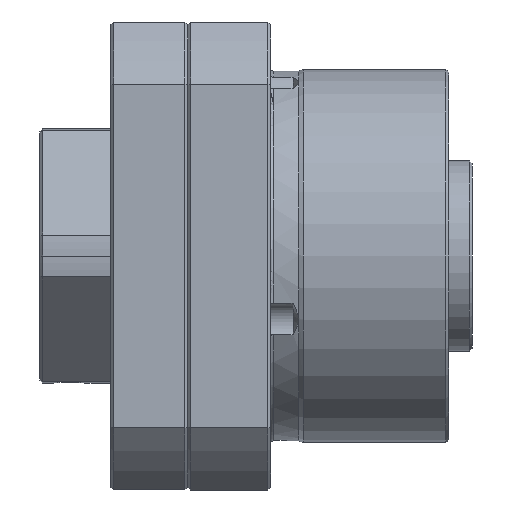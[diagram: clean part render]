
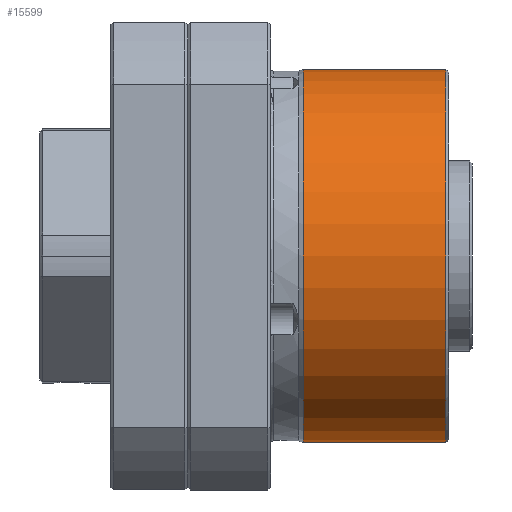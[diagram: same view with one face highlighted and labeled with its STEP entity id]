
A CAD part, front view. The second image highlights one B-rep face of the part: STEP entity #15599.
In plain terms, the highlighted cylindrical face has radius 31.5 mm (diameter 63 mm), a partial arc.
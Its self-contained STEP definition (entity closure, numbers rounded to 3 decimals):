
#106 = VERTEX_POINT ( 'NONE', #16683 ) ;
#136 = EDGE_CURVE ( 'NONE', #15215, #106, #16748, .T. ) ;
#165 = EDGE_CURVE ( 'NONE', #15133, #341, #16823, .T. ) ;
#341 = VERTEX_POINT ( 'NONE', #17042 ) ;
#10109 = CARTESIAN_POINT ( 'NONE',  ( 43.5, 0., -31.5 ) ) ;
#10846 = CARTESIAN_POINT ( 'NONE',  ( 43.5, 0., 31.5 ) ) ;
#11453 = DIRECTION ( 'NONE',  ( 0., 0., 1. ) ) ;
#11454 = DIRECTION ( 'NONE',  ( -1., 0., 0. ) ) ;
#11455 = CARTESIAN_POINT ( 'NONE',  ( 19.5, 0., 0. ) ) ;
#11456 = AXIS2_PLACEMENT_3D ( 'NONE', #11455, #11454, #11453 ) ;
#11457 = CIRCLE ( 'NONE', #11456, 31.5 ) ;
#11604 = DIRECTION ( 'NONE',  ( 0., 0., 1. ) ) ;
#11605 = DIRECTION ( 'NONE',  ( -1., 0., 0. ) ) ;
#11606 = CARTESIAN_POINT ( 'NONE',  ( 43.5, 0., 0. ) ) ;
#11607 = AXIS2_PLACEMENT_3D ( 'NONE', #11606, #11605, #11604 ) ;
#11608 = CIRCLE ( 'NONE', #11607, 31.5 ) ;
#11609 = DIRECTION ( 'NONE',  ( 0., 0., 1. ) ) ;
#11610 = DIRECTION ( 'NONE',  ( -1., 0., 0. ) ) ;
#11611 = CARTESIAN_POINT ( 'NONE',  ( -94.469, 0., 0. ) ) ;
#11612 = AXIS2_PLACEMENT_3D ( 'NONE', #11611, #11610, #11609 ) ;
#11613 = CYLINDRICAL_SURFACE ( 'NONE', #11612, 31.5 ) ;
#11619 = FACE_OUTER_BOUND ( 'NONE', #15600, .T. ) ;
#15133 = VERTEX_POINT ( 'NONE', #10109 ) ;
#15215 = VERTEX_POINT ( 'NONE', #10846 ) ;
#15528 = EDGE_CURVE ( 'NONE', #341, #106, #11457, .T. ) ;
#15599 = ADVANCED_FACE ( 'NONE', ( #11619 ), #11613, .T. ) ;
#15600 = EDGE_LOOP ( 'NONE', ( #15601, #15602, #15604, #15605 ) ) ;
#15601 = ORIENTED_EDGE ( 'NONE', *, *, #165, .F. ) ;
#15602 = ORIENTED_EDGE ( 'NONE', *, *, #15603, .T. ) ;
#15603 = EDGE_CURVE ( 'NONE', #15133, #15215, #11608, .T. ) ;
#15604 = ORIENTED_EDGE ( 'NONE', *, *, #136, .T. ) ;
#15605 = ORIENTED_EDGE ( 'NONE', *, *, #15528, .F. ) ;
#16683 = CARTESIAN_POINT ( 'NONE',  ( 19.5, 0., 31.5 ) ) ;
#16745 = DIRECTION ( 'NONE',  ( -1., 0., 0. ) ) ;
#16746 = VECTOR ( 'NONE', #16745, 1000. ) ;
#16747 = CARTESIAN_POINT ( 'NONE',  ( -94.469, 0., 31.5 ) ) ;
#16748 = LINE ( 'NONE', #16747, #16746 ) ;
#16820 = DIRECTION ( 'NONE',  ( -1., 0., 0. ) ) ;
#16821 = VECTOR ( 'NONE', #16820, 1000. ) ;
#16822 = CARTESIAN_POINT ( 'NONE',  ( -94.469, 0., -31.5 ) ) ;
#16823 = LINE ( 'NONE', #16822, #16821 ) ;
#17042 = CARTESIAN_POINT ( 'NONE',  ( 19.5, 0., -31.5 ) ) ;
